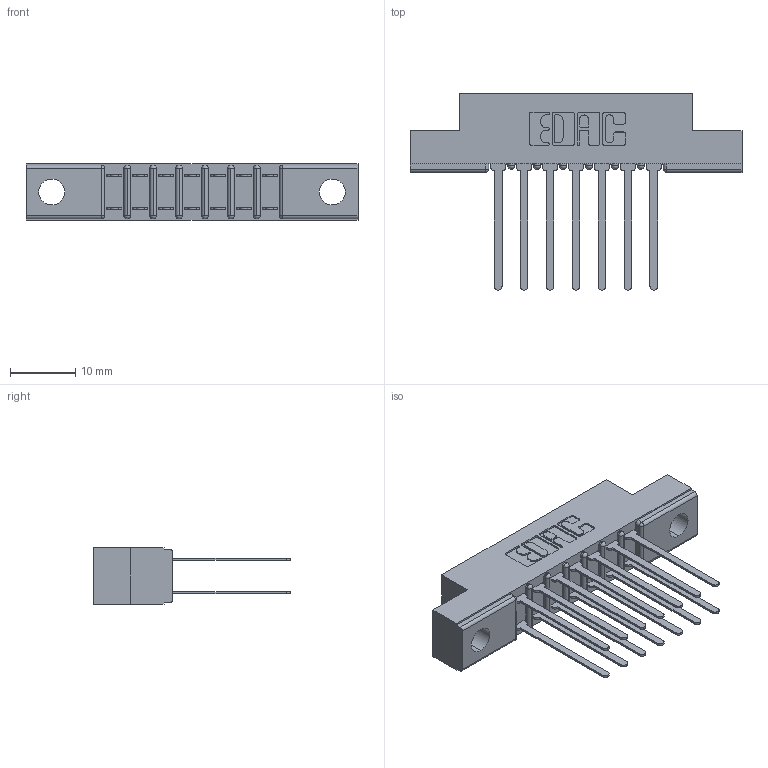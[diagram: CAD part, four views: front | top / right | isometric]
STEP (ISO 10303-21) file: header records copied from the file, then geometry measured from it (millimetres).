
FILE_DESCRIPTION (( 'STEP AP203' ), '1' );
FILE_NAME ('357-014-540-202.STEP', '2019-09-17T18:33:14', ( '' ), ( '' ), 'SwSTEP 2.0', 'SolidWorks 2016', '' );
FILE_SCHEMA (( 'CONFIG_CONTROL_DESIGN' ));
Length unit declared in the file: inch
Products named in the file (3): 307-290-001_540; 307 Part_.128 Dia Mounting Holes; 357-014-540-202
Assembly tree (15 placements, depth 2):
  357-014-540-202
    307 Part_.128 Dia Mounting Holes
    307-290-001_540  x14
Bounding box: 50.75 x 30 x 8.71 mm (x, y, z)
Volume: 3311.5 mm3; surface area: 5359.6 mm2
Topology: 15 solids, 15 shells, 770 faces, 2143 edges, 1386 vertices
Faces by surface type: plane 504, cylinder 250, sphere 16
Entity records: 10510 total; most frequent: CARTESIAN_POINT 1727, DIRECTION 1707, ORIENTED_EDGE 1706, EDGE_CURVE 853, VECTOR 639, LINE 639, VERTEX_POINT 554, AXIS2_PLACEMENT_3D 534
